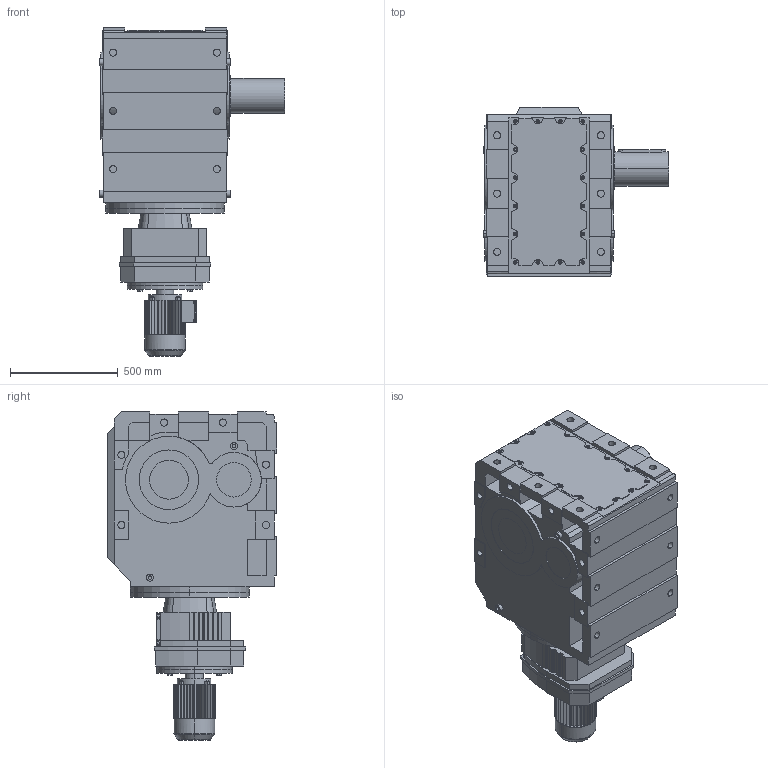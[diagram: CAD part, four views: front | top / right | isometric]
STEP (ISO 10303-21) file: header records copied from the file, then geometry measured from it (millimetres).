
FILE_DESCRIPTION(('Open CASCADE Model'),'2;1');
FILE_NAME('Open CASCADE Shape Model','2019-08-19T17:10:07',('Author'),( 'Open CASCADE'),'Open CASCADE STEP processor 6.3','Open CASCADE 6.3' ,'Unknown');
FILE_SCHEMA(('AUTOMOTIVE_DESIGN_CC2 { 1 2 10303 214 -1 1 5 4 }'));
Length unit declared in the file: millimetre
Products named in the file (5): 1_KC167RC107-Y100-A; K167‵187_167.step; 萇儂_350_Y100.step; R_167_107.step; す瑩妗陑粣K_167.step
Assembly tree (4 placements, depth 2):
  1_KC167RC107-Y100-A
    K167‵187_167.step
    萇儂_350_Y100.step
    R_167_107.step
    す瑩妗陑粣K_167.step
Bounding box: 860 x 786 x 1522 mm (x, y, z)
Volume: 400724347.7 mm3; surface area: 6514635.4 mm2
Topology: 4 solids, 4 shells, 1218 faces, 3225 edges, 2104 vertices
Faces by surface type: plane 809, cylinder 381, cone 24, torus 4
Entity records: 92128 total; most frequent: CARTESIAN_POINT 31004, DIRECTION 10456, ORIENTED_EDGE 6446, PCURVE 6446, DEFINITIONAL_REPRESENTATION 6446, LINE 5756, VECTOR 5756, EDGE_CURVE 3223
